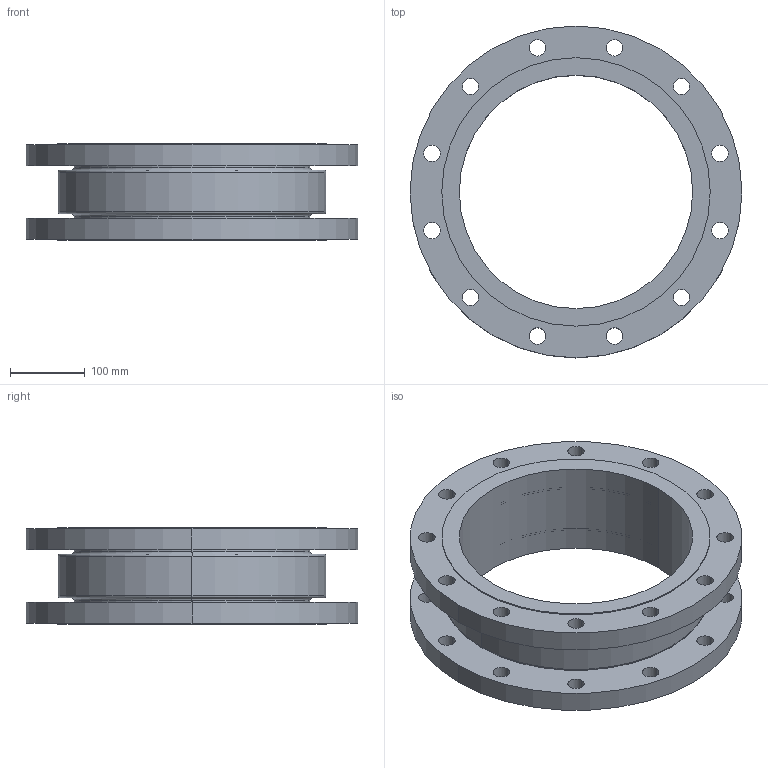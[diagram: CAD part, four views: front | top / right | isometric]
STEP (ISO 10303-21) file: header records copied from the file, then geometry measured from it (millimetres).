
FILE_DESCRIPTION (( 'STEP AP214' ), '1' );
FILE_NAME ('ALPHA-C_DN300_PN10_K-0009821.STEP', '2021-10-21T09:00:05', ( 'axxx' ), ( 'Hewlett-Packard Company' ), 'SwSTEP 2.0', 'SolidWorks 2019', '' );
FILE_SCHEMA (( 'AUTOMOTIVE_DESIGN' ));
Length unit declared in the file: millimetre
Products named in the file (1): ALPHA-C_DN300_PN10_K-0009821
Bounding box: 445 x 445 x 130 mm (x, y, z)
Volume: 5669186.7 mm3; surface area: 668833.4 mm2
Topology: 1 solids, 1 shells, 590 faces, 1588 edges, 1056 vertices
Faces by surface type: plane 265, bspline 218, cylinder 99, torus 8
Entity records: 30471 total; most frequent: CARTESIAN_POINT 17030, ORIENTED_EDGE 3176, DIRECTION 2046, EDGE_CURVE 1588, VERTEX_POINT 1056, VECTOR 834, LINE 834, EDGE_LOOP 696
